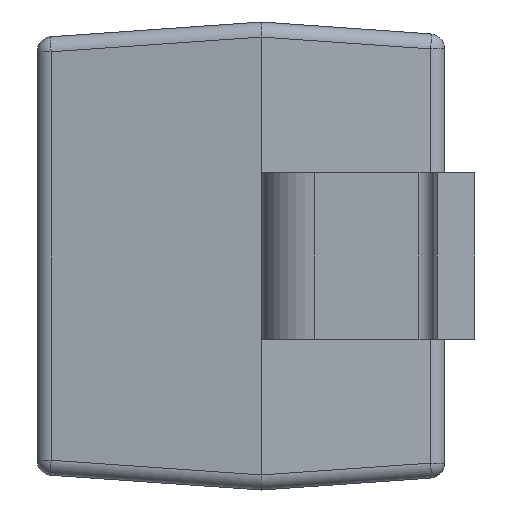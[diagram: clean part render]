
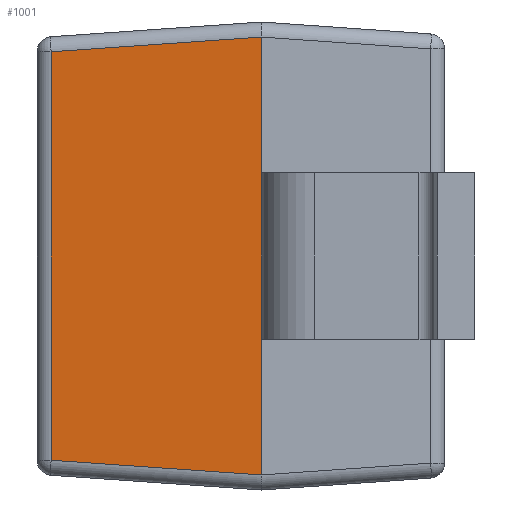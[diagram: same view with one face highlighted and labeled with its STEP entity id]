
A CAD part, left-side view. The second image highlights one B-rep face of the part: STEP entity #1001.
In plain terms, the highlighted planar face has unit normal (-0.998, 0.07, 0).
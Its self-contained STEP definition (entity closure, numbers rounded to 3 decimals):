
#20 = LINE ( 'NONE', #60, #237 ) ;
#29 = VECTOR ( 'NONE', #235, 1000. ) ;
#60 = CARTESIAN_POINT ( 'NONE',  ( -1.35, -0.003, -0.725 ) ) ;
#84 = AXIS2_PLACEMENT_3D ( 'NONE', #153, #1114, #1621 ) ;
#122 = EDGE_CURVE ( 'NONE', #810, #291, #1205, .T. ) ;
#145 = EDGE_CURVE ( 'NONE', #1454, #820, #1997, .T. ) ;
#153 = CARTESIAN_POINT ( 'NONE',  ( -1.35, 0., -0.775 ) ) ;
#178 = PLANE ( 'NONE',  #84 ) ;
#190 = EDGE_CURVE ( 'NONE', #291, #1454, #1549, .T. ) ;
#215 = DIRECTION ( 'NONE',  ( 0., 0., 1. ) ) ;
#235 = DIRECTION ( 'NONE',  ( 0., 0., -1. ) ) ;
#237 = VECTOR ( 'NONE', #1780, 1000. ) ;
#291 = VERTEX_POINT ( 'NONE', #1679 ) ;
#303 = ORIENTED_EDGE ( 'NONE', *, *, #122, .T. ) ;
#366 = VECTOR ( 'NONE', #1485, 1000. ) ;
#378 = CARTESIAN_POINT ( 'NONE',  ( -1.343, 0.104, 0.718 ) ) ;
#456 = EDGE_LOOP ( 'NONE', ( #303, #1058, #2008, #1804 ) ) ;
#810 = VERTEX_POINT ( 'NONE', #1670 ) ;
#820 = VERTEX_POINT ( 'NONE', #918 ) ;
#852 = CARTESIAN_POINT ( 'NONE',  ( -1.301, 0.696, -0.723 ) ) ;
#918 = CARTESIAN_POINT ( 'NONE',  ( -1.301, 0.696, -0.676 ) ) ;
#1001 = ADVANCED_FACE ( 'NONE', ( #1948 ), #178, .T. ) ;
#1058 = ORIENTED_EDGE ( 'NONE', *, *, #190, .T. ) ;
#1114 = DIRECTION ( 'NONE',  ( -0.998, 0.07, 0. ) ) ;
#1184 = VECTOR ( 'NONE', #215, 1000. ) ;
#1205 = LINE ( 'NONE', #1330, #1184 ) ;
#1230 = CARTESIAN_POINT ( 'NONE',  ( -1.301, 0.696, 0.676 ) ) ;
#1330 = CARTESIAN_POINT ( 'NONE',  ( -1.35, 0., -0.775 ) ) ;
#1454 = VERTEX_POINT ( 'NONE', #1230 ) ;
#1485 = DIRECTION ( 'NONE',  ( 0.07, 0.995, -0.07 ) ) ;
#1549 = LINE ( 'NONE', #378, #366 ) ;
#1615 = EDGE_CURVE ( 'NONE', #820, #810, #20, .T. ) ;
#1621 = DIRECTION ( 'NONE',  ( -0.07, -0.998, 0. ) ) ;
#1670 = CARTESIAN_POINT ( 'NONE',  ( -1.35, 0., -0.725 ) ) ;
#1679 = CARTESIAN_POINT ( 'NONE',  ( -1.35, 0., 0.725 ) ) ;
#1780 = DIRECTION ( 'NONE',  ( -0.07, -0.995, -0.07 ) ) ;
#1804 = ORIENTED_EDGE ( 'NONE', *, *, #1615, .T. ) ;
#1948 = FACE_OUTER_BOUND ( 'NONE', #456, .T. ) ;
#1997 = LINE ( 'NONE', #852, #29 ) ;
#2008 = ORIENTED_EDGE ( 'NONE', *, *, #145, .T. ) ;
